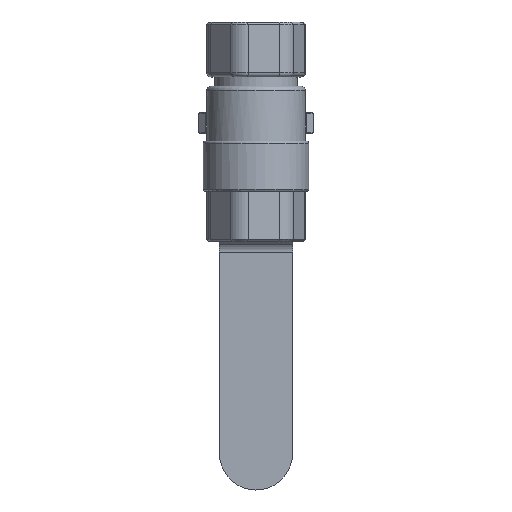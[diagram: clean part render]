
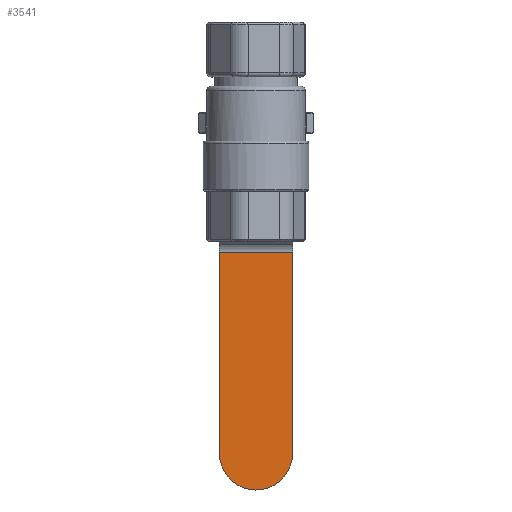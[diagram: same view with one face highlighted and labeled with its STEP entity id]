
A CAD part, top view. The second image highlights one B-rep face of the part: STEP entity #3541.
In plain terms, the highlighted planar face has unit normal (0, 0, 1).
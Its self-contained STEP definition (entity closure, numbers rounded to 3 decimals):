
#282=PLANE('',#3895);
#447=FACE_OUTER_BOUND('',#673,.T.);
#673=EDGE_LOOP('',(#2954,#2955,#2956,#2957));
#967=LINE('',#6023,#1237);
#968=LINE('',#6025,#1238);
#969=LINE('',#6026,#1239);
#1237=VECTOR('',#4736,10.);
#1238=VECTOR('',#4737,10.);
#1239=VECTOR('',#4738,10.);
#1397=CIRCLE('',#3896,8.);
#1669=VERTEX_POINT('',#6019);
#1670=VERTEX_POINT('',#6020);
#1671=VERTEX_POINT('',#6022);
#1672=VERTEX_POINT('',#6024);
#2115=EDGE_CURVE('',#1669,#1670,#1397,.T.);
#2116=EDGE_CURVE('',#1669,#1671,#967,.T.);
#2117=EDGE_CURVE('',#1671,#1672,#968,.T.);
#2118=EDGE_CURVE('',#1672,#1670,#969,.T.);
#2954=ORIENTED_EDGE('',*,*,#2115,.F.);
#2955=ORIENTED_EDGE('',*,*,#2116,.T.);
#2956=ORIENTED_EDGE('',*,*,#2117,.T.);
#2957=ORIENTED_EDGE('',*,*,#2118,.T.);
#3541=ADVANCED_FACE('',(#447),#282,.F.);
#3895=AXIS2_PLACEMENT_3D('',#6018,#4732,#4733);
#3896=AXIS2_PLACEMENT_3D('',#6021,#4734,#4735);
#4732=DIRECTION('center_axis',(0.,0.,-1.));
#4733=DIRECTION('ref_axis',(-1.,0.,0.));
#4734=DIRECTION('center_axis',(0.,0.,-1.));
#4735=DIRECTION('ref_axis',(0.707,-0.707,0.));
#4736=DIRECTION('',(-1.,0.,0.));
#4737=DIRECTION('',(0.,-1.,0.));
#4738=DIRECTION('',(1.,0.,0.));
#6018=CARTESIAN_POINT('Origin',(90.142,0.,-14.142));
#6019=CARTESIAN_POINT('',(82.142,8.,-14.142));
#6020=CARTESIAN_POINT('',(82.142,-8.,-14.142));
#6021=CARTESIAN_POINT('Origin',(82.142,0.,-14.142));
#6022=CARTESIAN_POINT('',(38.178,8.,-14.142));
#6023=CARTESIAN_POINT('',(37.142,8.,-14.142));
#6024=CARTESIAN_POINT('',(38.178,-8.,-14.142));
#6025=CARTESIAN_POINT('',(38.178,0.,-14.142));
#6026=CARTESIAN_POINT('',(37.142,-8.,-14.142));
